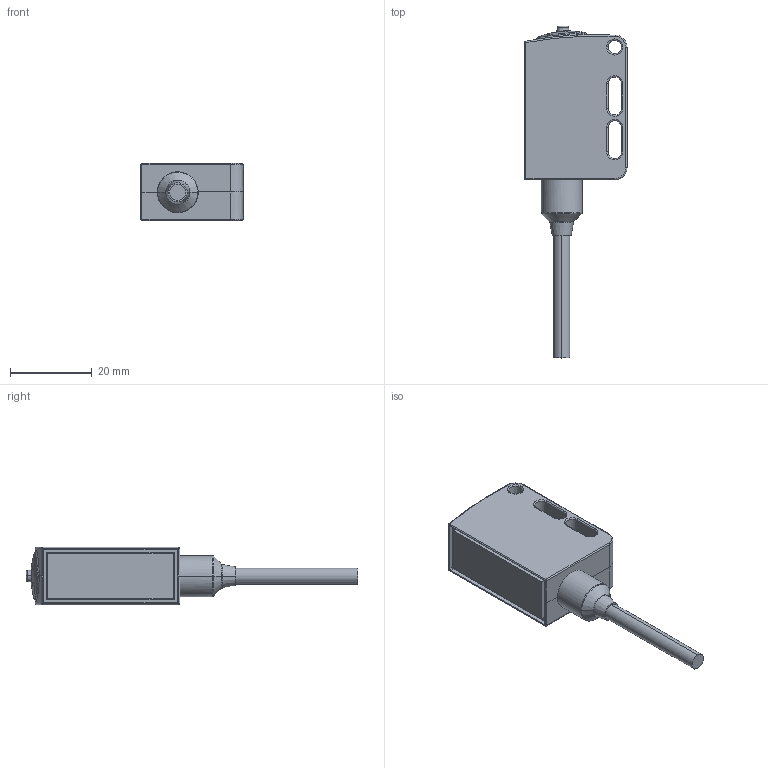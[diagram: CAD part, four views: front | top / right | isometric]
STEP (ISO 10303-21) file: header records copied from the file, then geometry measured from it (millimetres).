
FILE_DESCRIPTION((''),'2;1');
FILE_NAME('159667_ASM','2016-08-08T',('pdmadmin'),(''),'PRO/ENGINEER BY PARAMETRIC TECHNOLOGY CORPORATION, 2016010','PRO/ENGINEER BY PARAMETRIC TECHNOLOGY CORPORATION, 2016010','');
FILE_SCHEMA(('CONFIG_CONTROL_DESIGN'));
Length unit declared in the file: millimetre
Products named in the file (2): 159667; 159667_ASM
Assembly tree (1 placements, depth 2):
  159667_ASM
    159667
Bounding box: 25 x 81.27 x 14 mm (x, y, z)
Volume: 12204.4 mm3; surface area: 5260.6 mm2
Topology: 1 solids, 3 shells, 177 faces, 400 edges, 235 vertices
Faces by surface type: cylinder 51, bspline 39, plane 36, torus 26, cone 18, sphere 6, extrusion 1
Entity records: 7620 total; most frequent: CARTESIAN_POINT 3887, ORIENTED_EDGE 800, DIRECTION 695, EDGE_CURVE 400, AXIS2_PLACEMENT_3D 273, VERTEX_POINT 235, EDGE_LOOP 189, FACE_OUTER_BOUND 177
